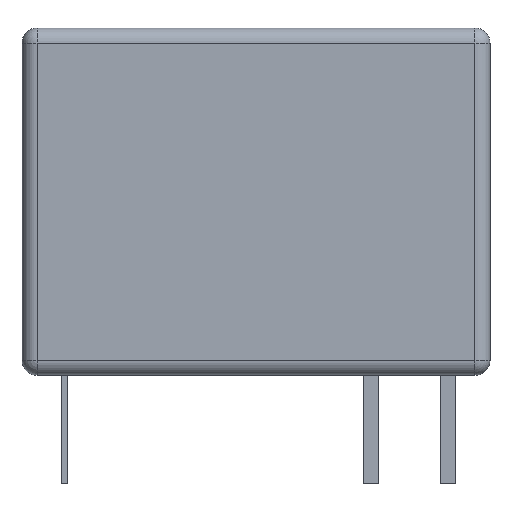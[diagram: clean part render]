
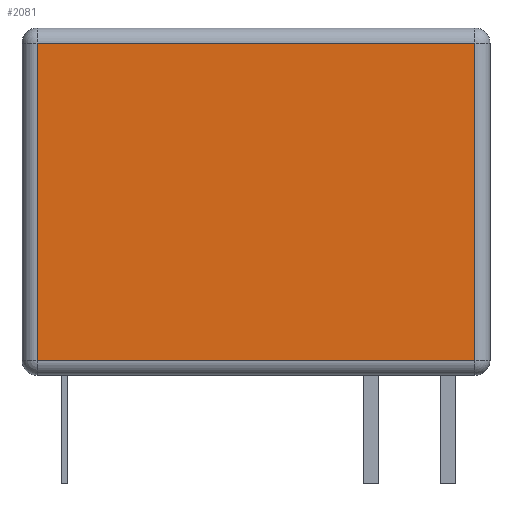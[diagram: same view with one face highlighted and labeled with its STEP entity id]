
A CAD part, front view. The second image highlights one B-rep face of the part: STEP entity #2081.
In plain terms, the highlighted planar face has unit normal (0, -1, 0).
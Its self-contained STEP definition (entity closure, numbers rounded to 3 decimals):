
#331 = DIRECTION ( 'NONE',  ( 1., 0., 0. ) ) ;
#1209 = DIRECTION ( 'NONE',  ( 0., 0., -1. ) ) ;
#1269 = ORIENTED_EDGE ( 'NONE', *, *, #3943, .T. ) ;
#1533 = DIRECTION ( 'NONE',  ( 0., 1., 0. ) ) ;
#1596 = LINE ( 'NONE', #7484, #14815 ) ;
#1858 = EDGE_LOOP ( 'NONE', ( #1269, #8422, #13660, #7926 ) ) ;
#2056 = CARTESIAN_POINT ( 'NONE',  ( -7.25, -5.5, 11.5 ) ) ;
#2081 = ADVANCED_FACE ( 'NONE', ( #7131 ), #13222, .F. ) ;
#2086 = AXIS2_PLACEMENT_3D ( 'NONE', #2617, #1533, #5974 ) ;
#2617 = CARTESIAN_POINT ( 'NONE',  ( -7.75, -5.5, 11.5 ) ) ;
#2676 = CARTESIAN_POINT ( 'NONE',  ( 7.25, -5.5, 11.5 ) ) ;
#3370 = CARTESIAN_POINT ( 'NONE',  ( 7.25, -5.5, 11. ) ) ;
#3943 = EDGE_CURVE ( 'NONE', #7351, #8135, #10832, .T. ) ;
#5136 = CARTESIAN_POINT ( 'NONE',  ( -7.75, -5.5, 0.5 ) ) ;
#5974 = DIRECTION ( 'NONE',  ( 0., 0., 1. ) ) ;
#6413 = DIRECTION ( 'NONE',  ( 0., 0., 1. ) ) ;
#7131 = FACE_OUTER_BOUND ( 'NONE', #1858, .T. ) ;
#7351 = VERTEX_POINT ( 'NONE', #13473 ) ;
#7484 = CARTESIAN_POINT ( 'NONE',  ( -7.75, -5.5, 11. ) ) ;
#7926 = ORIENTED_EDGE ( 'NONE', *, *, #8525, .T. ) ;
#8135 = VERTEX_POINT ( 'NONE', #12551 ) ;
#8422 = ORIENTED_EDGE ( 'NONE', *, *, #13272, .T. ) ;
#8525 = EDGE_CURVE ( 'NONE', #10731, #7351, #9026, .T. ) ;
#9026 = LINE ( 'NONE', #2056, #10406 ) ;
#9330 = VECTOR ( 'NONE', #6413, 1000. ) ;
#9603 = VERTEX_POINT ( 'NONE', #3370 ) ;
#10406 = VECTOR ( 'NONE', #1209, 1000. ) ;
#10731 = VERTEX_POINT ( 'NONE', #14761 ) ;
#10806 = LINE ( 'NONE', #2676, #9330 ) ;
#10832 = LINE ( 'NONE', #5136, #13942 ) ;
#10878 = DIRECTION ( 'NONE',  ( -1., 0., 0. ) ) ;
#12551 = CARTESIAN_POINT ( 'NONE',  ( 7.25, -5.5, 0.5 ) ) ;
#13222 = PLANE ( 'NONE',  #2086 ) ;
#13272 = EDGE_CURVE ( 'NONE', #8135, #9603, #10806, .T. ) ;
#13473 = CARTESIAN_POINT ( 'NONE',  ( -7.25, -5.5, 0.5 ) ) ;
#13660 = ORIENTED_EDGE ( 'NONE', *, *, #14857, .T. ) ;
#13942 = VECTOR ( 'NONE', #331, 1000. ) ;
#14761 = CARTESIAN_POINT ( 'NONE',  ( -7.25, -5.5, 11. ) ) ;
#14815 = VECTOR ( 'NONE', #10878, 1000. ) ;
#14857 = EDGE_CURVE ( 'NONE', #9603, #10731, #1596, .T. ) ;
